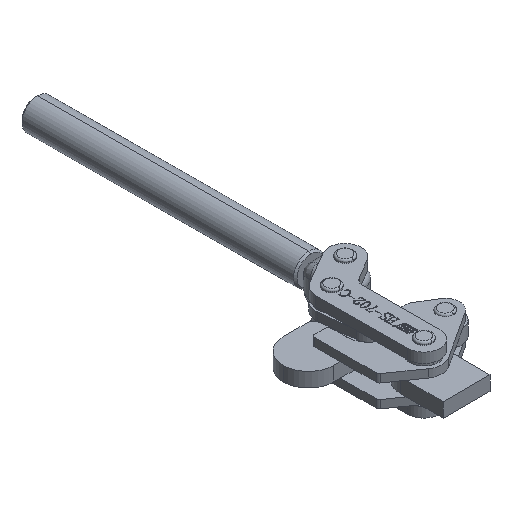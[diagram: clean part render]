
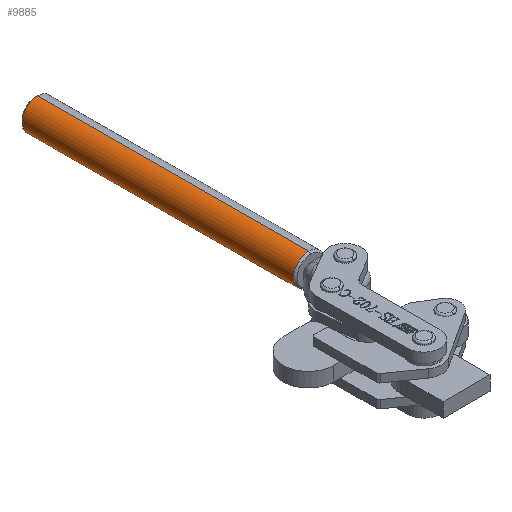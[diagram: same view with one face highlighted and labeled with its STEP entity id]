
A CAD part, isometric view. The second image highlights one B-rep face of the part: STEP entity #9885.
In plain terms, the highlighted cylindrical face has radius 8.65 mm (diameter 17.3 mm), a partial arc.
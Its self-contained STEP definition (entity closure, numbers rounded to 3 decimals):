
#509 = CARTESIAN_POINT ( 'NONE',  ( 0., 98.128, -8.65 ) ) ;
#513 = DIRECTION ( 'NONE',  ( 0., 1., 0. ) ) ;
#514 = CARTESIAN_POINT ( 'NONE',  ( 0., 98.128, 8.65 ) ) ;
#515 = DIRECTION ( 'NONE',  ( 0., 1., 0. ) ) ;
#519 = CARTESIAN_POINT ( 'NONE',  ( 0., 20., 0. ) ) ;
#520 = DIRECTION ( 'NONE',  ( 0., 1., 0. ) ) ;
#521 = DIRECTION ( 'NONE',  ( 0., 0., 1. ) ) ;
#524 = CARTESIAN_POINT ( 'NONE',  ( 0., 170.4, 0. ) ) ;
#525 = DIRECTION ( 'NONE',  ( 0., -1., 0. ) ) ;
#526 = DIRECTION ( 'NONE',  ( 0., 0., -1. ) ) ;
#1097 = VERTEX_POINT ( 'NONE', #7116 ) ;
#1119 = VERTEX_POINT ( 'NONE', #7138 ) ;
#1143 = VERTEX_POINT ( 'NONE', #4868 ) ;
#1846 = FACE_OUTER_BOUND ( 'NONE', #17863, .T. ) ;
#1849 = CYLINDRICAL_SURFACE ( 'NONE', #12001, 8.65 ) ;
#3020 = LINE ( 'NONE', #509, #3026 ) ;
#3025 = LINE ( 'NONE', #514, #3028 ) ;
#3026 = VECTOR ( 'NONE', #513, 1000. ) ;
#3028 = VECTOR ( 'NONE', #515, 1000. ) ;
#3029 = CIRCLE ( 'NONE', #4135, 8.65 ) ;
#3030 = CIRCLE ( 'NONE', #4136, 8.65 ) ;
#4135 = AXIS2_PLACEMENT_3D ( 'NONE', #519, #520, #521 ) ;
#4136 = AXIS2_PLACEMENT_3D ( 'NONE', #524, #525, #526 ) ;
#4868 = CARTESIAN_POINT ( 'NONE',  ( 0., 170.4, -8.65 ) ) ;
#6465 = CARTESIAN_POINT ( 'NONE',  ( 0., 20., -8.65 ) ) ;
#7116 = CARTESIAN_POINT ( 'NONE',  ( 0., 20., 8.65 ) ) ;
#7138 = CARTESIAN_POINT ( 'NONE',  ( 0., 170.4, 8.65 ) ) ;
#9885 = ADVANCED_FACE ( 'NONE', ( #1846 ), #1849, .T. ) ;
#12001 = AXIS2_PLACEMENT_3D ( 'NONE', #20684, #20683, #20679 ) ;
#17737 = EDGE_CURVE ( 'NONE', #19516, #1143, #3020, .T. ) ;
#17738 = EDGE_CURVE ( 'NONE', #1097, #1119, #3025, .T. ) ;
#17740 = EDGE_CURVE ( 'NONE', #19516, #1097, #3029, .T. ) ;
#17741 = EDGE_CURVE ( 'NONE', #1119, #1143, #3030, .T. ) ;
#17863 = EDGE_LOOP ( 'NONE', ( #18131, #18132, #18133, #18134 ) ) ;
#18131 = ORIENTED_EDGE ( 'NONE', *, *, #17737, .F. ) ;
#18132 = ORIENTED_EDGE ( 'NONE', *, *, #17740, .T. ) ;
#18133 = ORIENTED_EDGE ( 'NONE', *, *, #17738, .T. ) ;
#18134 = ORIENTED_EDGE ( 'NONE', *, *, #17741, .T. ) ;
#19516 = VERTEX_POINT ( 'NONE', #6465 ) ;
#20679 = DIRECTION ( 'NONE',  ( 0., 0., 1. ) ) ;
#20683 = DIRECTION ( 'NONE',  ( 0., 1., 0. ) ) ;
#20684 = CARTESIAN_POINT ( 'NONE',  ( 0., 98.128, 0. ) ) ;
